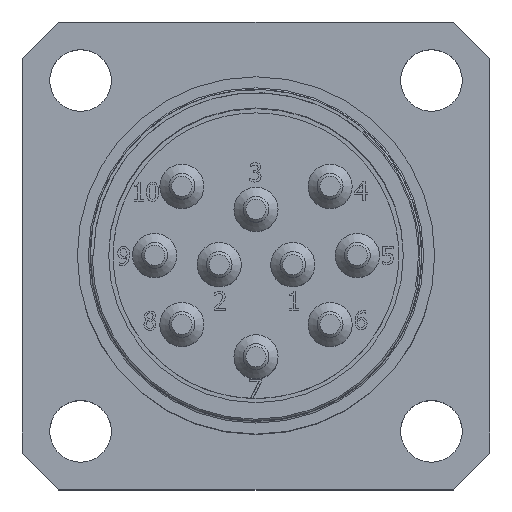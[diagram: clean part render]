
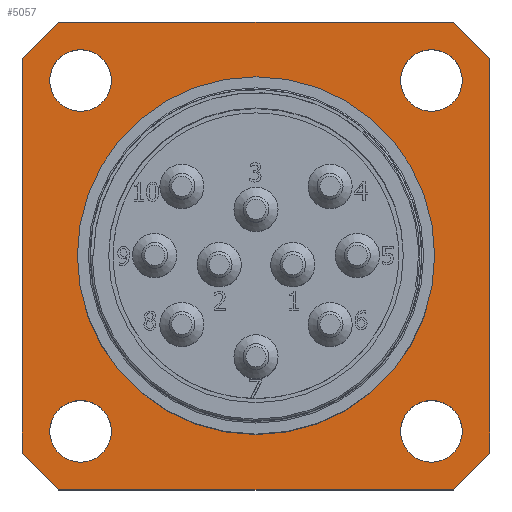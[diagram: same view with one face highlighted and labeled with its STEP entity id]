
A CAD part, top view. The second image highlights one B-rep face of the part: STEP entity #5057.
In plain terms, the highlighted planar face has unit normal (0, 0, 1).
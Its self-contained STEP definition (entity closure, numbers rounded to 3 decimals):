
#95=CIRCLE($,#5270,19.4);
#96=CIRCLE($,#5271,3.35);
#97=CIRCLE($,#5272,3.35);
#98=CIRCLE($,#5273,3.35);
#99=CIRCLE($,#5274,3.35);
#865=FACE_BOUND($,#1197,.T.);
#866=FACE_BOUND($,#1198,.T.);
#867=FACE_BOUND($,#1199,.T.);
#868=FACE_BOUND($,#1200,.T.);
#869=FACE_BOUND($,#1201,.T.);
#870=FACE_BOUND($,#1202,.T.);
#1197=EDGE_LOOP($,(#4399));
#1198=EDGE_LOOP($,(#4400));
#1199=EDGE_LOOP($,(#4401));
#1200=EDGE_LOOP($,(#4402));
#1201=EDGE_LOOP($,(#4403));
#1202=EDGE_LOOP($,(#4404,#4405,#4406,#4407,#4408,#4409,#4410,#4411));
#1717=LINE($,#9947,#2066);
#1721=LINE($,#9955,#2070);
#1724=LINE($,#9971,#2073);
#1725=LINE($,#9973,#2074);
#1726=LINE($,#9975,#2075);
#1727=LINE($,#9977,#2076);
#1728=LINE($,#9979,#2077);
#1729=LINE($,#9980,#2078);
#2066=VECTOR($,#5996,5.657);
#2070=VECTOR($,#6002,42.8);
#2073=VECTOR($,#6017,42.8);
#2074=VECTOR($,#6018,5.657);
#2075=VECTOR($,#6019,42.8);
#2076=VECTOR($,#6020,5.657);
#2077=VECTOR($,#6021,42.8);
#2078=VECTOR($,#6022,5.657);
#2477=VERTEX_POINT($,#9945);
#2478=VERTEX_POINT($,#9946);
#2481=VERTEX_POINT($,#9954);
#2483=VERTEX_POINT($,#9960);
#2484=VERTEX_POINT($,#9962);
#2485=VERTEX_POINT($,#9964);
#2486=VERTEX_POINT($,#9966);
#2487=VERTEX_POINT($,#9968);
#2488=VERTEX_POINT($,#9970);
#2489=VERTEX_POINT($,#9972);
#2490=VERTEX_POINT($,#9974);
#2491=VERTEX_POINT($,#9976);
#2492=VERTEX_POINT($,#9978);
#3153=EDGE_CURVE($,#2477,#2478,#1717,.T.);
#3157=EDGE_CURVE($,#2478,#2481,#1721,.T.);
#3160=EDGE_CURVE($,#2483,#2483,#95,.T.);
#3161=EDGE_CURVE($,#2484,#2484,#96,.T.);
#3162=EDGE_CURVE($,#2485,#2485,#97,.T.);
#3163=EDGE_CURVE($,#2486,#2486,#98,.T.);
#3164=EDGE_CURVE($,#2487,#2487,#99,.T.);
#3165=EDGE_CURVE($,#2488,#2477,#1724,.T.);
#3166=EDGE_CURVE($,#2489,#2488,#1725,.T.);
#3167=EDGE_CURVE($,#2490,#2489,#1726,.T.);
#3168=EDGE_CURVE($,#2491,#2490,#1727,.T.);
#3169=EDGE_CURVE($,#2492,#2491,#1728,.T.);
#3170=EDGE_CURVE($,#2481,#2492,#1729,.T.);
#4399=ORIENTED_EDGE($,*,*,#3160,.T.);
#4400=ORIENTED_EDGE($,*,*,#3161,.T.);
#4401=ORIENTED_EDGE($,*,*,#3162,.T.);
#4402=ORIENTED_EDGE($,*,*,#3163,.T.);
#4403=ORIENTED_EDGE($,*,*,#3164,.T.);
#4404=ORIENTED_EDGE($,*,*,#3153,.F.);
#4405=ORIENTED_EDGE($,*,*,#3165,.F.);
#4406=ORIENTED_EDGE($,*,*,#3166,.F.);
#4407=ORIENTED_EDGE($,*,*,#3167,.F.);
#4408=ORIENTED_EDGE($,*,*,#3168,.F.);
#4409=ORIENTED_EDGE($,*,*,#3169,.F.);
#4410=ORIENTED_EDGE($,*,*,#3170,.F.);
#4411=ORIENTED_EDGE($,*,*,#3157,.F.);
#4723=PLANE($,#5269);
#5057=ADVANCED_FACE($,(#865,#866,#867,#868,#869,#870),#4723,.T.);
#5269=AXIS2_PLACEMENT_3D($,#9959,#6005,#6006);
#5270=AXIS2_PLACEMENT_3D($,#9961,#6007,#6008);
#5271=AXIS2_PLACEMENT_3D($,#9963,#6009,#6010);
#5272=AXIS2_PLACEMENT_3D($,#9965,#6011,#6012);
#5273=AXIS2_PLACEMENT_3D($,#9967,#6013,#6014);
#5274=AXIS2_PLACEMENT_3D($,#9969,#6015,#6016);
#5996=DIRECTION($,(0.707,0.707,0.));
#6002=DIRECTION($,(1.,0.,0.));
#6005=DIRECTION('center_axis',(0.,0.,1.));
#6006=DIRECTION('ref_axis',(1.,0.,0.));
#6007=DIRECTION('center_axis',(0.,0.,-1.));
#6008=DIRECTION('ref_axis',(-1.,0.,0.));
#6009=DIRECTION('center_axis',(0.,0.,-1.));
#6010=DIRECTION('ref_axis',(-1.,0.,0.));
#6011=DIRECTION('center_axis',(0.,0.,-1.));
#6012=DIRECTION('ref_axis',(0.,-1.,0.));
#6013=DIRECTION('center_axis',(0.,0.,-1.));
#6014=DIRECTION('ref_axis',(1.,0.,0.));
#6015=DIRECTION('center_axis',(0.,0.,-1.));
#6016=DIRECTION('ref_axis',(0.,1.,0.));
#6017=DIRECTION($,(0.,1.,0.));
#6018=DIRECTION($,(-0.707,0.707,0.));
#6019=DIRECTION($,(-1.,0.,0.));
#6020=DIRECTION($,(-0.707,-0.707,0.));
#6021=DIRECTION($,(0.,-1.,0.));
#6022=DIRECTION($,(0.707,-0.707,0.));
#9945=CARTESIAN_POINT('',(-25.4,21.4,22.2));
#9946=CARTESIAN_POINT('',(-21.4,25.4,22.2));
#9947=CARTESIAN_POINT($,(-23.4,23.4,22.2));
#9954=CARTESIAN_POINT('',(21.4,25.4,22.2));
#9955=CARTESIAN_POINT($,(-25.4,25.4,22.2));
#9959=CARTESIAN_POINT('Origin',(0.,0.,22.2));
#9960=CARTESIAN_POINT('',(19.4,0.,22.2));
#9961=CARTESIAN_POINT('Origin',(0.,0.,22.2));
#9962=CARTESIAN_POINT('',(-15.699,19.049,22.2));
#9963=CARTESIAN_POINT('Origin',(-19.049,19.049,22.2));
#9964=CARTESIAN_POINT('',(-19.049,-15.699,22.2));
#9965=CARTESIAN_POINT('Origin',(-19.049,-19.049,22.2));
#9966=CARTESIAN_POINT('',(15.699,-19.049,22.2));
#9967=CARTESIAN_POINT('Origin',(19.049,-19.049,22.2));
#9968=CARTESIAN_POINT('',(19.049,15.699,22.2));
#9969=CARTESIAN_POINT('Origin',(19.049,19.049,22.2));
#9970=CARTESIAN_POINT('',(-25.4,-21.4,22.2));
#9971=CARTESIAN_POINT($,(-25.4,-25.4,22.2));
#9972=CARTESIAN_POINT('',(-21.4,-25.4,22.2));
#9973=CARTESIAN_POINT($,(-23.4,-23.4,22.2));
#9974=CARTESIAN_POINT('',(21.4,-25.4,22.2));
#9975=CARTESIAN_POINT($,(25.4,-25.4,22.2));
#9976=CARTESIAN_POINT('',(25.4,-21.4,22.2));
#9977=CARTESIAN_POINT($,(23.4,-23.4,22.2));
#9978=CARTESIAN_POINT('',(25.4,21.4,22.2));
#9979=CARTESIAN_POINT($,(25.4,25.4,22.2));
#9980=CARTESIAN_POINT($,(23.4,23.4,22.2));
